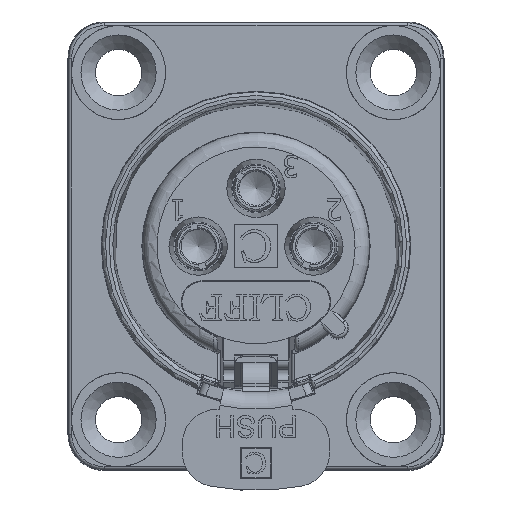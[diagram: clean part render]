
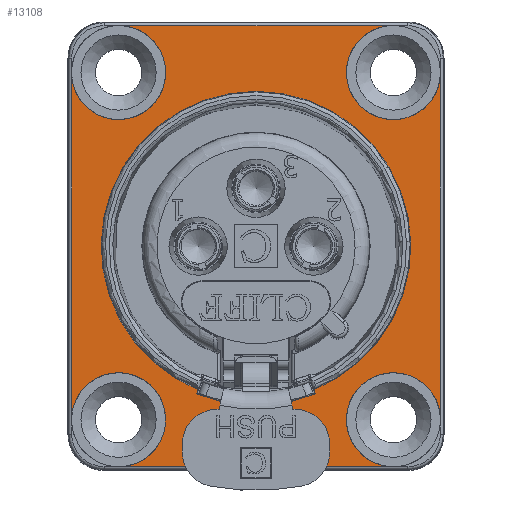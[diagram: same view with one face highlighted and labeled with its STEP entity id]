
A CAD part, top view. The second image highlights one B-rep face of the part: STEP entity #13108.
In plain terms, the highlighted planar face has unit normal (0, 0, 1).
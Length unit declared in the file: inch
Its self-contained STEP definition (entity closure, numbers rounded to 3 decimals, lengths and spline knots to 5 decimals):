
#794=LINE('',#18118,#1906);
#797=LINE('',#18144,#1909);
#804=LINE('',#18197,#1916);
#805=LINE('',#18213,#1917);
#836=LINE('',#18447,#1948);
#837=LINE('',#18450,#1949);
#1906=VECTOR('',#15085,0.92761);
#1909=VECTOR('',#15098,0.73076);
#1916=VECTOR('',#15139,0.73076);
#1917=VECTOR('',#15142,0.92761);
#1948=VECTOR('',#15353,0.01181);
#1949=VECTOR('',#15356,0.01181);
#2999=PLANE('',#13986);
#3366=FACE_BOUND('',#4341,.T.);
#3551=FACE_OUTER_BOUND('',#4340,.T.);
#4340=EDGE_LOOP('',(#9011,#9012,#9013,#9014,#9015,#9016,#9017,#9018));
#4341=EDGE_LOOP('',(#9019,#9020,#9021,#9022));
#5064=CIRCLE('',#13898,0.12795);
#5067=CIRCLE('',#13902,0.12795);
#5069=CIRCLE('',#13905,0.12795);
#5071=CIRCLE('',#13908,0.12795);
#5080=CIRCLE('',#13930,0.42126);
#5107=CIRCLE('',#13987,0.43307);
#5466=VERTEX_POINT('',#18110);
#5467=VERTEX_POINT('',#18117);
#5472=VERTEX_POINT('',#18136);
#5473=VERTEX_POINT('',#18143);
#5483=VERTEX_POINT('',#18183);
#5484=VERTEX_POINT('',#18190);
#5485=VERTEX_POINT('',#18199);
#5486=VERTEX_POINT('',#18206);
#5501=VERTEX_POINT('',#18265);
#5502=VERTEX_POINT('',#18267);
#5554=VERTEX_POINT('',#18446);
#5555=VERTEX_POINT('',#18448);
#6762=EDGE_CURVE('',#5466,#5467,#794,.T.);
#6770=EDGE_CURVE('',#5472,#5473,#797,.T.);
#6790=EDGE_CURVE('',#5484,#5483,#804,.T.);
#6793=EDGE_CURVE('',#5486,#5485,#805,.T.);
#6794=EDGE_CURVE('',#5484,#5467,#5064,.T.);
#6797=EDGE_CURVE('',#5486,#5483,#5067,.T.);
#6799=EDGE_CURVE('',#5466,#5473,#5069,.T.);
#6801=EDGE_CURVE('',#5472,#5485,#5071,.T.);
#6812=EDGE_CURVE('',#5502,#5501,#5080,.T.);
#6877=EDGE_CURVE('',#5501,#5554,#836,.T.);
#6878=EDGE_CURVE('',#5554,#5555,#5107,.T.);
#6879=EDGE_CURVE('',#5555,#5502,#837,.T.);
#9011=ORIENTED_EDGE('',*,*,#6801,.T.);
#9012=ORIENTED_EDGE('',*,*,#6793,.F.);
#9013=ORIENTED_EDGE('',*,*,#6797,.T.);
#9014=ORIENTED_EDGE('',*,*,#6790,.F.);
#9015=ORIENTED_EDGE('',*,*,#6794,.T.);
#9016=ORIENTED_EDGE('',*,*,#6762,.F.);
#9017=ORIENTED_EDGE('',*,*,#6799,.T.);
#9018=ORIENTED_EDGE('',*,*,#6770,.F.);
#9019=ORIENTED_EDGE('',*,*,#6877,.T.);
#9020=ORIENTED_EDGE('',*,*,#6878,.T.);
#9021=ORIENTED_EDGE('',*,*,#6879,.T.);
#9022=ORIENTED_EDGE('',*,*,#6812,.T.);
#13108=ADVANCED_FACE('',(#3551,#3366),#2999,.T.);
#13898=AXIS2_PLACEMENT_3D('',#18215,#15145,#15146);
#13902=AXIS2_PLACEMENT_3D('',#18221,#15153,#15154);
#13905=AXIS2_PLACEMENT_3D('',#18225,#15159,#15160);
#13908=AXIS2_PLACEMENT_3D('',#18229,#15165,#15166);
#13930=AXIS2_PLACEMENT_3D('',#18268,#15210,#15211);
#13986=AXIS2_PLACEMENT_3D('',#18445,#15351,#15352);
#13987=AXIS2_PLACEMENT_3D('',#18449,#15354,#15355);
#15085=DIRECTION('',(0.,1.,0.));
#15098=DIRECTION('',(-1.,0.,0.));
#15139=DIRECTION('',(1.,0.,0.));
#15142=DIRECTION('',(0.,-1.,0.));
#15145=DIRECTION('center_axis',(0.,0.,
-1.));
#15146=DIRECTION('ref_axis',(-1.,0.,0.));
#15153=DIRECTION('center_axis',(0.,0.,
-1.));
#15154=DIRECTION('ref_axis',(-1.,0.,0.));
#15159=DIRECTION('center_axis',(0.,0.,
-1.));
#15160=DIRECTION('ref_axis',(-1.,0.,0.));
#15165=DIRECTION('center_axis',(0.,0.,
-1.));
#15166=DIRECTION('ref_axis',(-1.,0.,0.));
#15210=DIRECTION('center_axis',(0.,0.,
-1.));
#15211=DIRECTION('ref_axis',(-1.,0.,0.));
#15351=DIRECTION('center_axis',(0.,0.,
1.));
#15352=DIRECTION('ref_axis',(1.,0.,0.));
#15353=DIRECTION('',(0.373,-0.928,0.));
#15354=DIRECTION('center_axis',(0.,0.,
-1.));
#15355=DIRECTION('ref_axis',(-0.373,-0.928,0.));
#15356=DIRECTION('',(0.373,0.928,0.));
#18110=CARTESIAN_POINT('',(-0.50168,-0.4638,0.11024));
#18117=CARTESIAN_POINT('',(-0.50168,0.4638,0.11024));
#18118=CARTESIAN_POINT('',(-0.50168,-0.25591,0.11024));
#18136=CARTESIAN_POINT('',(0.36538,-0.6001,0.11024));
#18143=CARTESIAN_POINT('',(-0.36538,-0.6001,0.11024));
#18144=CARTESIAN_POINT('',(0.20669,-0.6001,0.11024));
#18183=CARTESIAN_POINT('',(0.36538,0.6001,0.11024));
#18190=CARTESIAN_POINT('',(-0.36538,0.6001,0.11024));
#18197=CARTESIAN_POINT('',(-0.20669,0.6001,0.11024));
#18199=CARTESIAN_POINT('',(0.50168,-0.4638,0.11024));
#18206=CARTESIAN_POINT('',(0.50168,0.4638,0.11024));
#18213=CARTESIAN_POINT('',(0.50168,0.25591,0.11024));
#18215=CARTESIAN_POINT('Origin',(-0.37402,0.47244,0.11024));
#18221=CARTESIAN_POINT('Origin',(0.37402,0.47244,0.11024));
#18225=CARTESIAN_POINT('Origin',(-0.37402,-0.47244,
0.11024));
#18229=CARTESIAN_POINT('Origin',(0.37402,-0.47244,0.11024));
#18265=CARTESIAN_POINT('',(0.15702,-0.3909,0.11024));
#18267=CARTESIAN_POINT('',(-0.15702,-0.3909,0.11024));
#18268=CARTESIAN_POINT('Origin',(0.,0.,
0.11024));
#18445=CARTESIAN_POINT('Origin',(0.,0.,
0.11024));
#18446=CARTESIAN_POINT('',(0.16142,-0.40186,0.11024));
#18447=CARTESIAN_POINT('',(0.08071,-0.20093,0.11024));
#18448=CARTESIAN_POINT('',(-0.16142,-0.40186,0.11024));
#18449=CARTESIAN_POINT('Origin',(0.,0.,
0.11024));
#18450=CARTESIAN_POINT('',(-0.0697,-0.17353,0.11024));
